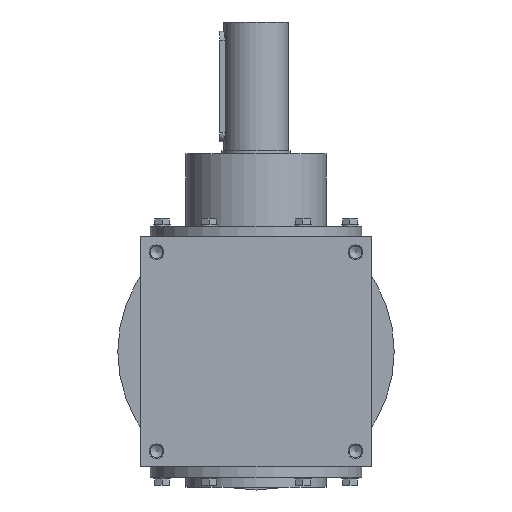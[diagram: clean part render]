
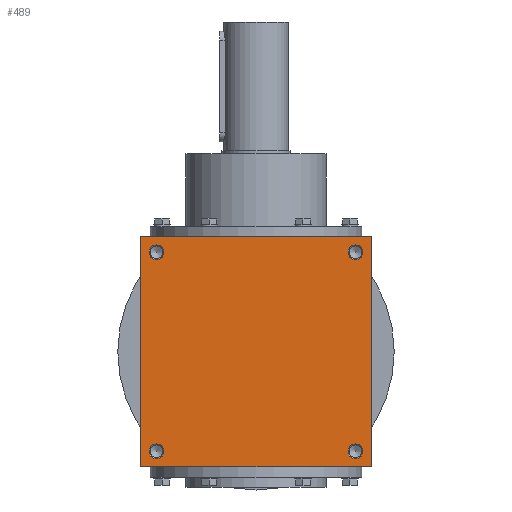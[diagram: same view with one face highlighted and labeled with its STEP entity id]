
A CAD part, left-side view. The second image highlights one B-rep face of the part: STEP entity #489.
In plain terms, the highlighted face is planar.
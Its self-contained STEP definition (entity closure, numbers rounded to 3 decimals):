
#489 = ADVANCED_FACE( '', ( #1008, #1009, #1010, #1011, #1012 ), #1013, .F. );
#1008 = FACE_BOUND( '', #1773, .T. );
#1009 = FACE_BOUND( '', #1774, .T. );
#1010 = FACE_BOUND( '', #1775, .T. );
#1011 = FACE_BOUND( '', #1776, .T. );
#1012 = FACE_OUTER_BOUND( '', #1777, .T. );
#1013 = PLANE( '', #1778 );
#1773 = EDGE_LOOP( '', ( #2586 ) );
#1774 = EDGE_LOOP( '', ( #2587 ) );
#1775 = EDGE_LOOP( '', ( #2588 ) );
#1776 = EDGE_LOOP( '', ( #2589 ) );
#1777 = EDGE_LOOP( '', ( #2590, #2591, #2592, #2593 ) );
#1778 = AXIS2_PLACEMENT_3D( '', #2594, #2595, #2596 );
#2586 = ORIENTED_EDGE( '', *, *, #4008, .F. );
#2587 = ORIENTED_EDGE( '', *, *, #4009, .T. );
#2588 = ORIENTED_EDGE( '', *, *, #4010, .F. );
#2589 = ORIENTED_EDGE( '', *, *, #4011, .T. );
#2590 = ORIENTED_EDGE( '', *, *, #4012, .F. );
#2591 = ORIENTED_EDGE( '', *, *, #4013, .F. );
#2592 = ORIENTED_EDGE( '', *, *, #4014, .F. );
#2593 = ORIENTED_EDGE( '', *, *, #4015, .F. );
#2594 = CARTESIAN_POINT( '', ( 0., 0., -125. ) );
#2595 = DIRECTION( '', ( 0., 0., 1. ) );
#2596 = DIRECTION( '', ( 1., 0., 0. ) );
#4008 = EDGE_CURVE( '', #4615, #4615, #4616, .T. );
#4009 = EDGE_CURVE( '', #4617, #4617, #4618, .T. );
#4010 = EDGE_CURVE( '', #4619, #4619, #4620, .T. );
#4011 = EDGE_CURVE( '', #4621, #4621, #4622, .T. );
#4012 = EDGE_CURVE( '', #4623, #4624, #4625, .T. );
#4013 = EDGE_CURVE( '', #4626, #4623, #4627, .T. );
#4014 = EDGE_CURVE( '', #4628, #4626, #4629, .T. );
#4015 = EDGE_CURVE( '', #4624, #4628, #4630, .T. );
#4615 = VERTEX_POINT( '', #5495 );
#4616 = CIRCLE( '', #5496, 8. );
#4617 = VERTEX_POINT( '', #5497 );
#4618 = CIRCLE( '', #5498, 8. );
#4619 = VERTEX_POINT( '', #5499 );
#4620 = CIRCLE( '', #5500, 8. );
#4621 = VERTEX_POINT( '', #5501 );
#4622 = CIRCLE( '', #5502, 8. );
#4623 = VERTEX_POINT( '', #5503 );
#4624 = VERTEX_POINT( '', #5504 );
#4625 = LINE( '', #5505, #5506 );
#4626 = VERTEX_POINT( '', #5507 );
#4627 = LINE( '', #5508, #5509 );
#4628 = VERTEX_POINT( '', #5510 );
#4629 = LINE( '', #5511, #5512 );
#4630 = LINE( '', #5513, #5514 );
#5495 = CARTESIAN_POINT( '', ( -116., 108., -125. ) );
#5496 = AXIS2_PLACEMENT_3D( '', #6494, #6495, #6496 );
#5497 = CARTESIAN_POINT( '', ( 116., 108., -125. ) );
#5498 = AXIS2_PLACEMENT_3D( '', #6497, #6498, #6499 );
#5499 = CARTESIAN_POINT( '', ( -116., -108., -125. ) );
#5500 = AXIS2_PLACEMENT_3D( '', #6500, #6501, #6502 );
#5501 = CARTESIAN_POINT( '', ( 116., -108., -125. ) );
#5502 = AXIS2_PLACEMENT_3D( '', #6503, #6504, #6505 );
#5503 = CARTESIAN_POINT( '', ( -125., 125., -125. ) );
#5504 = CARTESIAN_POINT( '', ( -125., -125., -125. ) );
#5505 = CARTESIAN_POINT( '', ( -125., 125., -125. ) );
#5506 = VECTOR( '', #6506, 1000. );
#5507 = CARTESIAN_POINT( '', ( 125., 125., -125. ) );
#5508 = CARTESIAN_POINT( '', ( 125., 125., -125. ) );
#5509 = VECTOR( '', #6507, 1000. );
#5510 = CARTESIAN_POINT( '', ( 125., -125., -125. ) );
#5511 = CARTESIAN_POINT( '', ( 125., -125., -125. ) );
#5512 = VECTOR( '', #6508, 1000. );
#5513 = CARTESIAN_POINT( '', ( -125., -125., -125. ) );
#5514 = VECTOR( '', #6509, 1000. );
#6494 = CARTESIAN_POINT( '', ( -108., 108., -125. ) );
#6495 = DIRECTION( '', ( 0., 0., -1. ) );
#6496 = DIRECTION( '', ( -1., 0., 0. ) );
#6497 = CARTESIAN_POINT( '', ( 108., 108., -125. ) );
#6498 = DIRECTION( '', ( 0., 0., 1. ) );
#6499 = DIRECTION( '', ( 1., 0., 0. ) );
#6500 = CARTESIAN_POINT( '', ( -108., -108., -125. ) );
#6501 = DIRECTION( '', ( 0., 0., -1. ) );
#6502 = DIRECTION( '', ( -1., 0., 0. ) );
#6503 = CARTESIAN_POINT( '', ( 108., -108., -125. ) );
#6504 = DIRECTION( '', ( 0., 0., 1. ) );
#6505 = DIRECTION( '', ( 1., 0., 0. ) );
#6506 = DIRECTION( '', ( 0., -1., 0. ) );
#6507 = DIRECTION( '', ( -1., 0., 0. ) );
#6508 = DIRECTION( '', ( 0., 1., 0. ) );
#6509 = DIRECTION( '', ( 1., 0., 0. ) );
